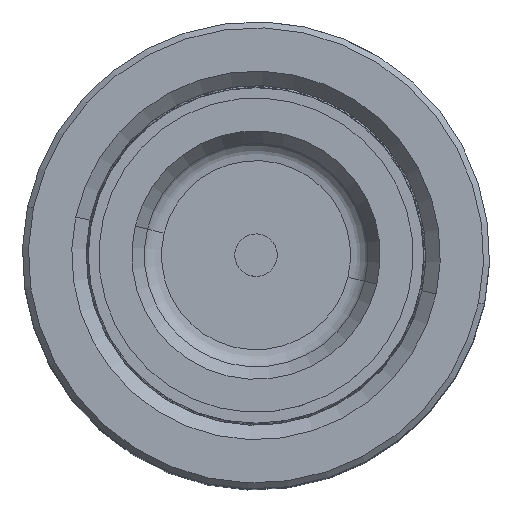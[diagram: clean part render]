
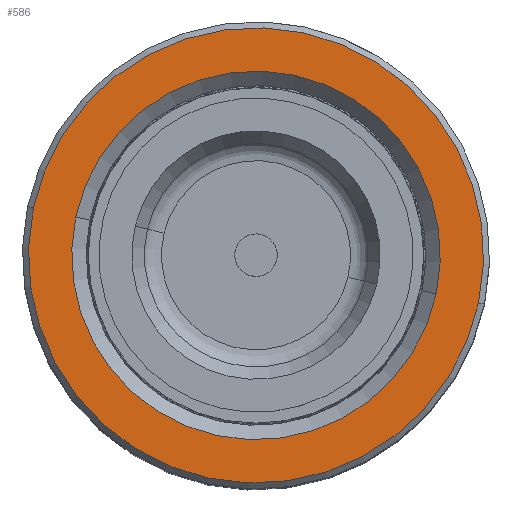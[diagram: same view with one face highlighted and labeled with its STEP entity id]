
A CAD part, top view. The second image highlights one B-rep face of the part: STEP entity #586.
In plain terms, the highlighted planar face has unit normal (0, 0, 1).
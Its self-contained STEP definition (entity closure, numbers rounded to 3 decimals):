
#586 = ADVANCED_FACE ( 'NONE', ( #32157, #17717 ), #47500, .T. ) ;
#5196 = DIRECTION ( 'NONE',  ( 0., 0., 1. ) ) ;
#7271 = EDGE_CURVE ( 'NONE', #44318, #42174, #38792, .T. ) ;
#8038 = CARTESIAN_POINT ( 'NONE',  ( 0., 0., 80. ) ) ;
#8258 = EDGE_LOOP ( 'NONE', ( #51364, #9604 ) ) ;
#9604 = ORIENTED_EDGE ( 'NONE', *, *, #18456, .T. ) ;
#9886 = CARTESIAN_POINT ( 'NONE',  ( 0., 0., 80. ) ) ;
#11585 = DIRECTION ( 'NONE',  ( 0., 0., 1. ) ) ;
#12485 = DIRECTION ( 'NONE',  ( 1., 0., 0. ) ) ;
#13691 = AXIS2_PLACEMENT_3D ( 'NONE', #9886, #5196, #24566 ) ;
#14577 = AXIS2_PLACEMENT_3D ( 'NONE', #23718, #33023, #53788 ) ;
#17717 = FACE_BOUND ( 'NONE', #17968, .T. ) ;
#17968 = EDGE_LOOP ( 'NONE', ( #51759, #26094 ) ) ;
#18372 = EDGE_CURVE ( 'NONE', #31721, #27950, #26453, .T. ) ;
#18456 = EDGE_CURVE ( 'NONE', #42174, #44318, #37853, .T. ) ;
#18549 = CARTESIAN_POINT ( 'NONE',  ( 26.8, 0., 80. ) ) ;
#21202 = DIRECTION ( 'NONE',  ( 1., 0., 0. ) ) ;
#23718 = CARTESIAN_POINT ( 'NONE',  ( 0., 0., 80. ) ) ;
#24409 = CARTESIAN_POINT ( 'NONE',  ( 0., 0., 80. ) ) ;
#24566 = DIRECTION ( 'NONE',  ( 1., 0., 0. ) ) ;
#26094 = ORIENTED_EDGE ( 'NONE', *, *, #58371, .T. ) ;
#26453 = CIRCLE ( 'NONE', #43847, 21.7 ) ;
#27950 = VERTEX_POINT ( 'NONE', #62270 ) ;
#28865 = AXIS2_PLACEMENT_3D ( 'NONE', #50040, #11585, #21202 ) ;
#31640 = DIRECTION ( 'NONE',  ( 0., 0., -1. ) ) ;
#31721 = VERTEX_POINT ( 'NONE', #48272 ) ;
#32157 = FACE_OUTER_BOUND ( 'NONE', #8258, .T. ) ;
#33023 = DIRECTION ( 'NONE',  ( 0., 0., -1. ) ) ;
#37853 = CIRCLE ( 'NONE', #46755, 26.8 ) ;
#38792 = CIRCLE ( 'NONE', #28865, 26.8 ) ;
#39410 = DIRECTION ( 'NONE',  ( 1., 0., 0. ) ) ;
#42174 = VERTEX_POINT ( 'NONE', #18549 ) ;
#43847 = AXIS2_PLACEMENT_3D ( 'NONE', #8038, #31640, #12485 ) ;
#44318 = VERTEX_POINT ( 'NONE', #51828 ) ;
#46755 = AXIS2_PLACEMENT_3D ( 'NONE', #24409, #58390, #39410 ) ;
#47500 = PLANE ( 'NONE',  #13691 ) ;
#48272 = CARTESIAN_POINT ( 'NONE',  ( 21.7, 0., 80. ) ) ;
#50040 = CARTESIAN_POINT ( 'NONE',  ( 0., 0., 80. ) ) ;
#51364 = ORIENTED_EDGE ( 'NONE', *, *, #7271, .T. ) ;
#51759 = ORIENTED_EDGE ( 'NONE', *, *, #18372, .T. ) ;
#51828 = CARTESIAN_POINT ( 'NONE',  ( -26.8, 0., 80. ) ) ;
#53788 = DIRECTION ( 'NONE',  ( 1., 0., 0. ) ) ;
#58371 = EDGE_CURVE ( 'NONE', #27950, #31721, #58415, .T. ) ;
#58390 = DIRECTION ( 'NONE',  ( 0., 0., 1. ) ) ;
#58415 = CIRCLE ( 'NONE', #14577, 21.7 ) ;
#62270 = CARTESIAN_POINT ( 'NONE',  ( -21.7, 0., 80. ) ) ;
